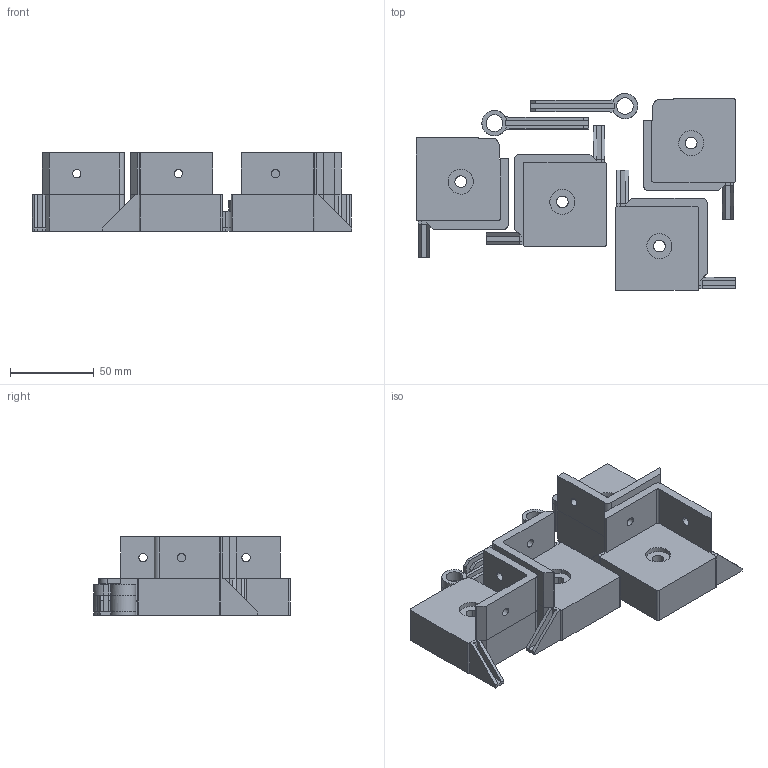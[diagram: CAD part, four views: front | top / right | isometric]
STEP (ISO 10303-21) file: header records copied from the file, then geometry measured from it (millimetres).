
FILE_DESCRIPTION(/* description */ (''),/* implementation_level */ '2;1');
FILE_NAME(/* name */ 'PRUSA_~2',/* time_stamp */ '2020-10-19T12:30:00+01:00',/* author */ (''),/* organization */ (''),/* preprocessor_version */ 'ST-DEVELOPER v15',/* originating_system */ '',/* authorisation */ '');
FILE_SCHEMA (('AUTOMOTIVE_DESIGN'));
Length unit declared in the file: millimetre
Products named in the file (1): Document
Bounding box: 190.81 x 117.74 x 47 mm (x, y, z)
Volume: 308722 mm3; surface area: 79515.5 mm2
Topology: 6 solids, 6 shells, 326 faces, 782 edges, 472 vertices
Faces by surface type: bspline 326
Entity records: 19239 total; most frequent: CARTESIAN_POINT 9556, B_SPLINE_CURVE_WITH_KNOTS 1662, ORIENTED_EDGE 1564, PCURVE 1564, DEFINITIONAL_REPRESENTATION 1564, SURFACE_CURVE 782, EDGE_CURVE 782, VERTEX_POINT 472
